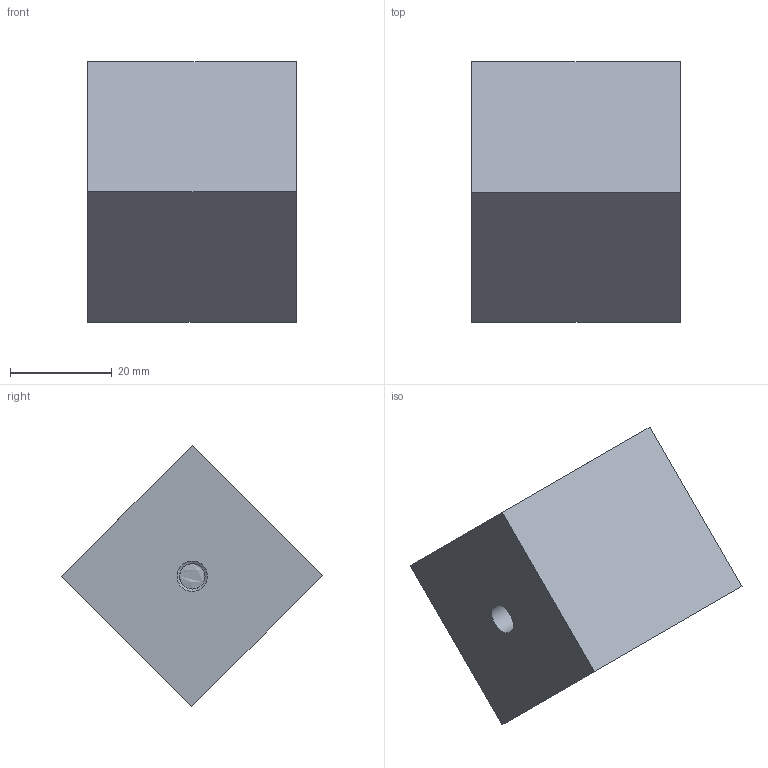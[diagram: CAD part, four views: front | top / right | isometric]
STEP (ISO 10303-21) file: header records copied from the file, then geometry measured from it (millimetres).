
FILE_DESCRIPTION(/* description */ (''),/* implementation_level */ '2;1');
FILE_NAME(/* name */ 'Misc-4-Way-Splitter.step',/* time_stamp */ '2022-04-07T15:12:50+01:00',/* author */ (''),/* organization */ (''),/* preprocessor_version */ 'ST-DEVELOPER v18.1',/* originating_system */ 'Autodesk Translation Framework v10.13.0.1454',/* authorisation */ '');
FILE_SCHEMA (('AUTOMOTIVE_DESIGN { 1 0 10303 214 3 1 1 }'));
Length unit declared in the file: millimetre
Products named in the file (1): four way splitter with sphere for tubes
Bounding box: 41 x 51.2 x 51.21 mm (x, y, z)
Volume: 47396.5 mm3; surface area: 11104.7 mm2
Topology: 1 solids, 1 shells, 34 faces, 78 edges, 49 vertices
Faces by surface type: bspline 12, cylinder 10, plane 10, cone 1, sphere 1
Full cylindrical faces by diameter (mm): 5 x5, 6 x5
Entity records: 1231 total; most frequent: CARTESIAN_POINT 443, DIRECTION 153, ORIENTED_EDGE 152, EDGE_CURVE 76, AXIS2_PLACEMENT_3D 65, VERTEX_POINT 49, EDGE_LOOP 47, CIRCLE 42
